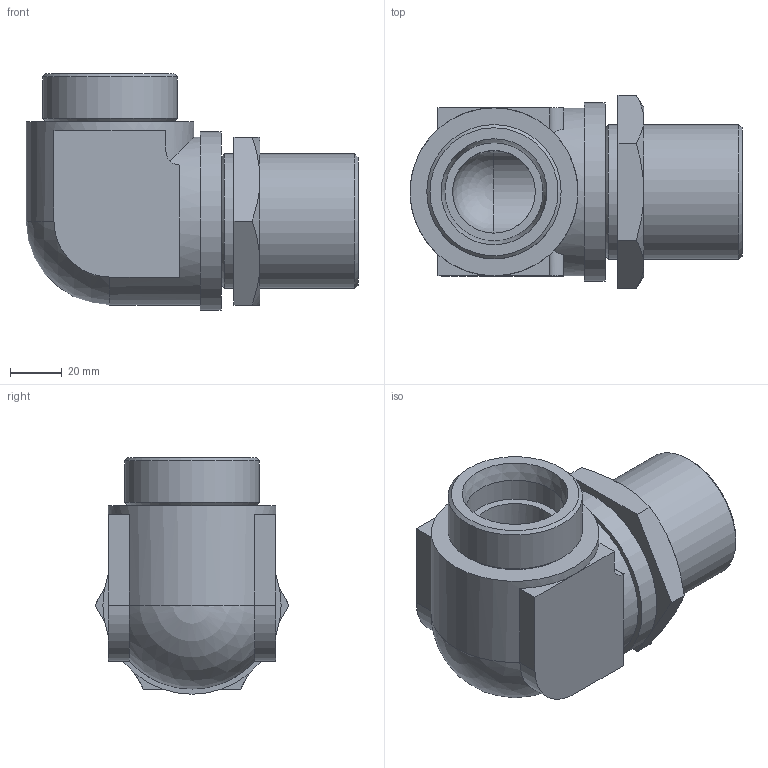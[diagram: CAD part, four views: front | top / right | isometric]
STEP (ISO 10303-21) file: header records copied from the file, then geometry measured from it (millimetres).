
FILE_DESCRIPTION(/* description */ ('STEP AP203'),/* implementation_level */ '2;1');
FILE_NAME(/* name */ 'Bulkhead Union Elbow Body WSV 38-01(5)',/* time_stamp */ '2025-01-17T12:07:08+01:00',/* author */ ('License CC BY-ND 4.0'),/* organization */ ('CADENAS'),/* preprocessor_version */ 'ST-DEVELOPER v19.3',/* originating_system */ 'PARTsolutions',/* authorisation */ ' ');
FILE_SCHEMA (('CONFIG_CONTROL_DESIGN'));
Length unit declared in the file: millimetre
Products named in the file (1): Winkelschottstutzen WSV 38-01(5)
Bounding box: 128.5 x 75.06 x 91.5 mm (x, y, z)
Volume: 309959.3 mm3; surface area: 54549.4 mm2
Topology: 1 solids, 1 shells, 61 faces, 138 edges, 84 vertices
Faces by surface type: plane 33, cylinder 14, cone 12, sphere 2
Full cylindrical faces by diameter (mm): 32 x2, 38 x2, 52 x3, 65 x2, 69 x1
Entity records: 1620 total; most frequent: CARTESIAN_POINT 314, DIRECTION 272, ORIENTED_EDGE 232, EDGE_CURVE 116, AXIS2_PLACEMENT_3D 110, EDGE_LOOP 86, FACE_BOUND 86, VERTEX_POINT 80
